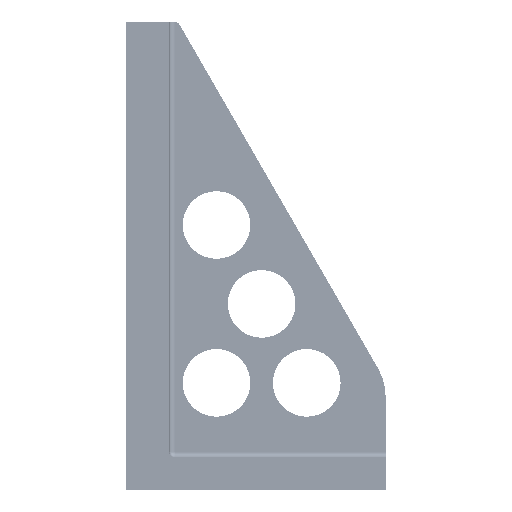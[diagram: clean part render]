
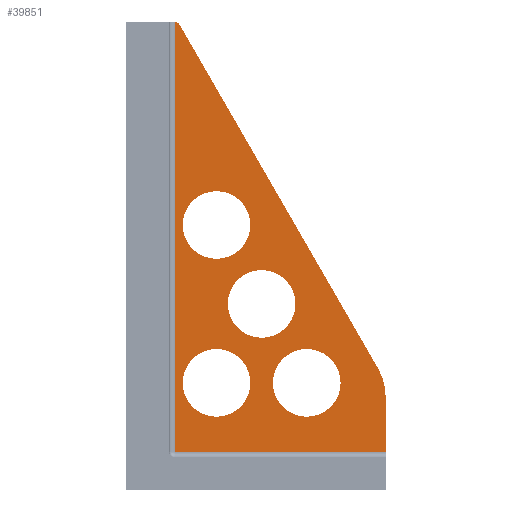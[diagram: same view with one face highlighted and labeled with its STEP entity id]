
A CAD part, front view. The second image highlights one B-rep face of the part: STEP entity #39851.
In plain terms, the highlighted planar face has unit normal (0, -1, 0).
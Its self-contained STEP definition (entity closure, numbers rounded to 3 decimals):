
#25687=VERTEX_POINT('',#67105);
#26293=EDGE_CURVE('',#34295,#47215,#67792,.T.);
#26319=EDGE_CURVE('',#47215,#34295,#67821,.T.);
#28447=VERTEX_POINT('',#70226);
#28501=EDGE_CURVE('',#28447,#55447,#70286,.T.);
#29149=VERTEX_POINT('',#71007);
#29909=EDGE_CURVE('',#42515,#41509,#71873,.T.);
#31635=EDGE_CURVE('',#43849,#29149,#73822,.T.);
#34295=VERTEX_POINT('',#76797);
#35601=EDGE_CURVE('',#29149,#43849,#78275,.T.);
#35781=EDGE_CURVE('',#37677,#59953,#78480,.T.);
#36357=EDGE_CURVE('',#41509,#43389,#79126,.T.);
#37677=VERTEX_POINT('',#80625);
#38523=EDGE_CURVE('',#41069,#42515,#81584,.T.);
#39851=ADVANCED_FACE('',(#83078,#83079,#83080,#83081,#83082),#83083,.F.);
#41069=VERTEX_POINT('',#84454);
#41509=VERTEX_POINT('',#84950);
#42515=VERTEX_POINT('',#86069);
#43389=VERTEX_POINT('',#87052);
#43849=VERTEX_POINT('',#87571);
#44967=EDGE_CURVE('',#59953,#37677,#88822,.T.);
#46013=EDGE_CURVE('',#25687,#50689,#90014,.T.);
#47215=VERTEX_POINT('',#91382);
#49587=EDGE_CURVE('',#55447,#41069,#94070,.T.);
#50633=EDGE_CURVE('',#50689,#25687,#95225,.T.);
#50689=VERTEX_POINT('',#95282);
#55447=VERTEX_POINT('',#100645);
#55759=EDGE_CURVE('',#43389,#28447,#100993,.T.);
#59953=VERTEX_POINT('',#105695);
#67105=CARTESIAN_POINT('',(35.,15.,95.0));
#67792=CIRCLE('',#115584,30.0);
#67821=CIRCLE('',#115621,30.0);
#70226=CARTESIAN_POINT('',(-32.,15.,34.));
#70286=LINE('',#118772,#118773);
#71007=CARTESIAN_POINT('',(15.,15.,165.0));
#71873=CIRCLE('',#120789,50.);
#73822=CIRCLE('',#123302,30.0);
#76797=CARTESIAN_POINT('',(115.0,15.,95.));
#78275=CIRCLE('',#129066,30.0);
#78480=CIRCLE('',#129322,30.0);
#79126=LINE('',#130162,#130163);
#80625=CARTESIAN_POINT('',(-25.,15.,235.0));
#81584=LINE('',#133323,#133324);
#83078=FACE_OUTER_BOUND('',#135264,.T.);
#83079=FACE_BOUND('',#135265,.T.);
#83080=FACE_BOUND('',#135266,.T.);
#83081=FACE_BOUND('',#135267,.T.);
#83082=FACE_BOUND('',#135268,.T.);
#83083=PLANE('',#135269);
#84454=CARTESIAN_POINT('',(-27.67,15.,412.5));
#84950=CARTESIAN_POINT('',(155.0,15.,82.709));
#86069=CARTESIAN_POINT('',(148.301,15.,107.709));
#87052=CARTESIAN_POINT('',(155.0,15.,34.));
#87571=CARTESIAN_POINT('',(75.,15.,165.0));
#88822=CIRCLE('',#142693,30.0);
#90014=CIRCLE('',#144231,30.0);
#91382=CARTESIAN_POINT('',(55.,15.,95.));
#94070=CIRCLE('',#149404,5.);
#95225=CIRCLE('',#150935,30.0);
#95282=CARTESIAN_POINT('',(-25.,15.,95.0));
#100645=CARTESIAN_POINT('',(-32.,15.,415.0));
#100993=LINE('',#158326,#158327);
#105695=CARTESIAN_POINT('',(35.,15.,235.0));
#115584=AXIS2_PLACEMENT_3D('',#175457,#175458,#175459);
#115621=AXIS2_PLACEMENT_3D('',#175500,#175501,#175502);
#118772=CARTESIAN_POINT('',(-32.,15.,415.0));
#118773=VECTOR('',#178984,1.0);
#120789=AXIS2_PLACEMENT_3D('',#181201,#181202,#181203);
#123302=AXIS2_PLACEMENT_3D('',#183992,#183993,#183994);
#129066=AXIS2_PLACEMENT_3D('',#190295,#190296,#190297);
#129322=AXIS2_PLACEMENT_3D('',#190608,#190609,#190610);
#130162=CARTESIAN_POINT('',(155.0,15.,58.355));
#130163=VECTOR('',#191525,1.0);
#133323=CARTESIAN_POINT('',(77.112,15.,231.013));
#133324=VECTOR('',#195104,1.0);
#135264=EDGE_LOOP('',(#197202,#197203,#197204,#197205,#197206,#197207));
#135265=EDGE_LOOP('',(#197208,#197209));
#135266=EDGE_LOOP('',(#197210,#197211));
#135267=EDGE_LOOP('',(#197212,#197213));
#135268=EDGE_LOOP('',(#197214,#197215));
#135269=AXIS2_PLACEMENT_3D('',#197216,#197217,#197218);
#142693=AXIS2_PLACEMENT_3D('',#205344,#205345,#205346);
#144231=AXIS2_PLACEMENT_3D('',#207076,#207077,#207078);
#149404=AXIS2_PLACEMENT_3D('',#212951,#212952,#212953);
#150935=AXIS2_PLACEMENT_3D('',#214531,#214532,#214533);
#158326=CARTESIAN_POINT('',(155.0,15.,34.));
#158327=VECTOR('',#222632,1.0);
#175457=CARTESIAN_POINT('',(85.,15.,95.));
#175458=DIRECTION('',(0.0,-1.0,0.0));
#175459=DIRECTION('',(1.0,0.0,0.0));
#175500=CARTESIAN_POINT('',(85.,15.,95.));
#175501=DIRECTION('',(0.0,-1.0,0.0));
#175502=DIRECTION('',(1.0,0.0,0.0));
#178984=DIRECTION('',(0.0,0.0,1.0));
#181201=CARTESIAN_POINT('',(105.0,15.,82.709));
#181202=DIRECTION('',(0.0,1.0,0.0));
#181203=DIRECTION('',(1.0,0.0,0.));
#183992=CARTESIAN_POINT('',(45.,15.,165.0));
#183993=DIRECTION('',(0.0,-1.0,0.0));
#183994=DIRECTION('',(1.0,0.0,0.0));
#190295=CARTESIAN_POINT('',(45.,15.,165.0));
#190296=DIRECTION('',(0.0,-1.0,0.0));
#190297=DIRECTION('',(1.0,0.0,0.0));
#190608=CARTESIAN_POINT('',(5.,15.,235.0));
#190609=DIRECTION('',(0.0,-1.0,0.0));
#190610=DIRECTION('',(1.0,0.0,0.0));
#191525=DIRECTION('',(0.0,0.0,-1.0));
#195104=DIRECTION('',(0.5,0.0,-0.866));
#197202=ORIENTED_EDGE('',*,*,#29909,.F.);
#197203=ORIENTED_EDGE('',*,*,#38523,.F.);
#197204=ORIENTED_EDGE('',*,*,#49587,.F.);
#197205=ORIENTED_EDGE('',*,*,#28501,.F.);
#197206=ORIENTED_EDGE('',*,*,#55759,.F.);
#197207=ORIENTED_EDGE('',*,*,#36357,.F.);
#197208=ORIENTED_EDGE('',*,*,#35781,.F.);
#197209=ORIENTED_EDGE('',*,*,#44967,.F.);
#197210=ORIENTED_EDGE('',*,*,#50633,.F.);
#197211=ORIENTED_EDGE('',*,*,#46013,.F.);
#197212=ORIENTED_EDGE('',*,*,#26319,.F.);
#197213=ORIENTED_EDGE('',*,*,#26293,.F.);
#197214=ORIENTED_EDGE('',*,*,#35601,.F.);
#197215=ORIENTED_EDGE('',*,*,#31635,.F.);
#197216=CARTESIAN_POINT('',(155.0,15.,34.));
#197217=DIRECTION('',(0.0,1.0,0.0));
#197218=DIRECTION('',(-1.0,0.0,0.0));
#205344=CARTESIAN_POINT('',(5.,15.,235.0));
#205345=DIRECTION('',(0.0,-1.0,0.0));
#205346=DIRECTION('',(1.0,0.0,0.0));
#207076=CARTESIAN_POINT('',(5.,15.,95.0));
#207077=DIRECTION('',(0.0,-1.0,0.0));
#207078=DIRECTION('',(1.0,0.0,0.0));
#212951=CARTESIAN_POINT('',(-32.,15.,410.0));
#212952=DIRECTION('',(-0.0,1.0,0.0));
#212953=DIRECTION('',(0.866,0.0,0.5));
#214531=CARTESIAN_POINT('',(5.,15.,95.0));
#214532=DIRECTION('',(0.0,-1.0,0.0));
#214533=DIRECTION('',(1.0,0.0,0.0));
#222632=DIRECTION('',(-1.0,0.0,0.0));
